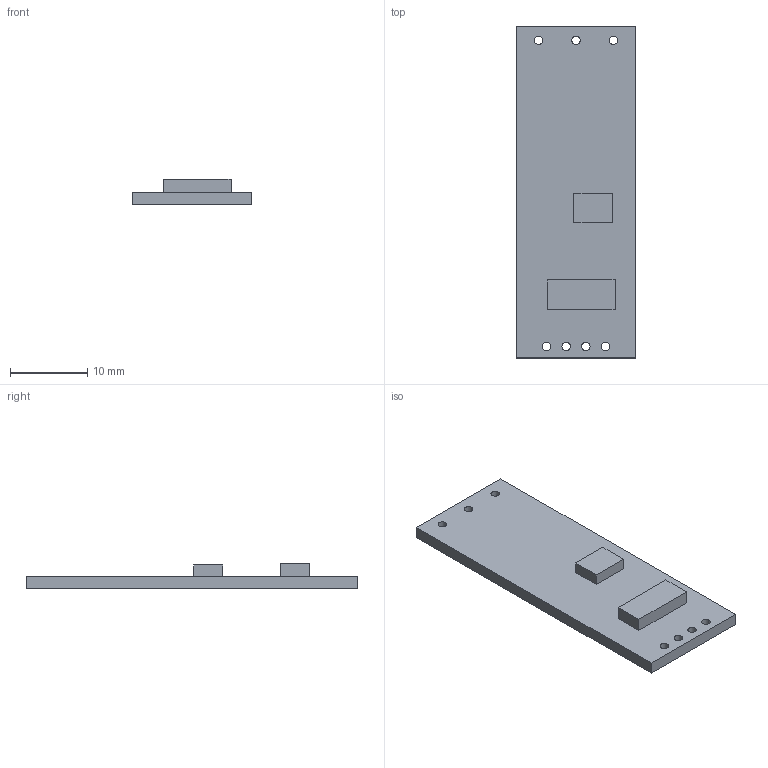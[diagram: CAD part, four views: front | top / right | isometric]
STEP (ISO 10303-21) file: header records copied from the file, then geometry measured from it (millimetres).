
FILE_DESCRIPTION(/* description */ (''),/* implementation_level */ '2;1');
FILE_NAME(/* name */ 'modbus-to-ttl v2.step',/* time_stamp */ '2023-05-29T12:26:13-07:00',/* author */ (''),/* organization */ (''),/* preprocessor_version */ 'ST-DEVELOPER v19.2',/* originating_system */ 'Autodesk Translation Framework v12.4.0.73',/* authorisation */ '');
FILE_SCHEMA (('AUTOMOTIVE_DESIGN { 1 0 10303 214 3 1 1 }'));
Length unit declared in the file: millimetre
Products named in the file (1): modbus-to-ttl
Bounding box: 15.45 x 43 x 3.35 mm (x, y, z)
Volume: 1139.1 mm3; surface area: 1716.1 mm2
Topology: 3 solids, 3 shells, 25 faces, 57 edges, 38 vertices
Faces by surface type: plane 18, cylinder 7
Full cylindrical faces by diameter (mm): 1.1 x7
Entity records: 771 total; most frequent: DIRECTION 123, CARTESIAN_POINT 121, ORIENTED_EDGE 114, EDGE_CURVE 57, LINE 43, VECTOR 43, AXIS2_PLACEMENT_3D 40, EDGE_LOOP 39
